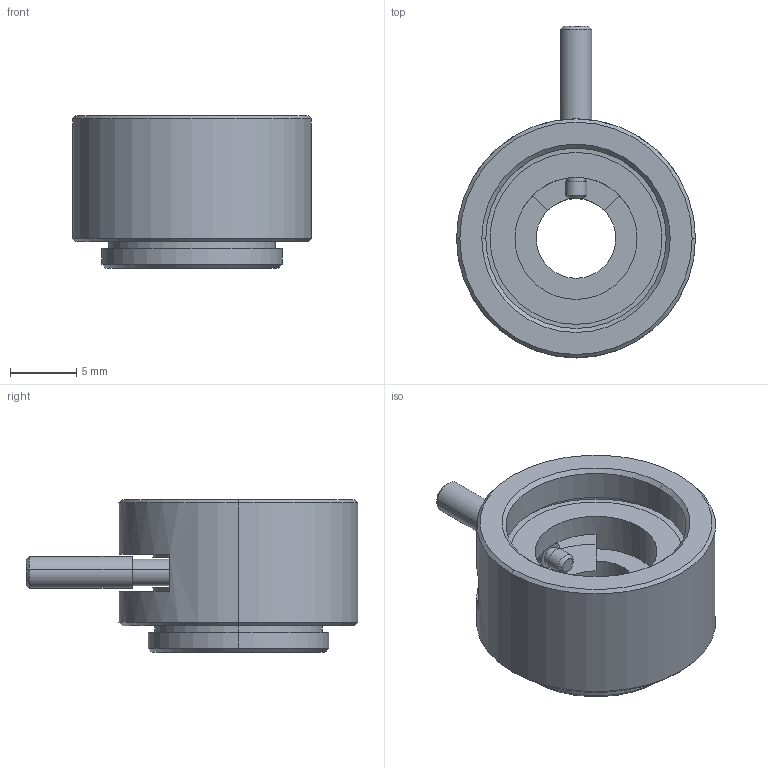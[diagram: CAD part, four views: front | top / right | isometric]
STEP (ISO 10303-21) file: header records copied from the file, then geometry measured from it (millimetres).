
FILE_DESCRIPTION (( 'STEP AP203' ), '1' );
FILE_NAME ('1.5.2.1_ZXL-0.5D5_SM05螺纹式可调光阑，最大孔径5mm.STEP', '2023-02-06T04:48:32', ( '' ), ( '' ), 'SwSTEP 2.0', 'SolidWorks 2021', '' );
FILE_SCHEMA (( 'CONFIG_CONTROL_DESIGN' ));
Length unit declared in the file: millimetre
Products named in the file (4): 标准光阑主体，最大孔径φ5 mm; 1.5.2.2.2_SM1.0螺纹式可调光阑拨杆，零部件，A; 1.5.2.1_ZXL-0.5D5_SM05螺纹式可调光阑，最大孔径5mm; 1.5.2.1.1_SM05螺纹式可调光阑主体，带SM05外螺纹
Assembly tree (3 placements, depth 2):
  1.5.2.1_ZXL-0.5D5_SM05螺纹式可调光阑，最大孔径5mm
    1.5.2.1.1_SM05螺纹式可调光阑主体，带SM05外螺纹
    标准光阑主体，最大孔径φ5 mm
    1.5.2.2.2_SM1.0螺纹式可调光阑拨杆，零部件，A
Bounding box: 18 x 25 x 11.5 mm (x, y, z)
Volume: 1694.2 mm3; surface area: 2230.2 mm2
Topology: 3 solids, 3 shells, 68 faces, 148 edges, 94 vertices
Faces by surface type: cylinder 30, plane 24, cone 14
Entity records: 2314 total; most frequent: DIRECTION 380, CARTESIAN_POINT 316, ORIENTED_EDGE 296, AXIS2_PLACEMENT_3D 158, EDGE_CURVE 148, VERTEX_POINT 94, CIRCLE 84, EDGE_LOOP 84
